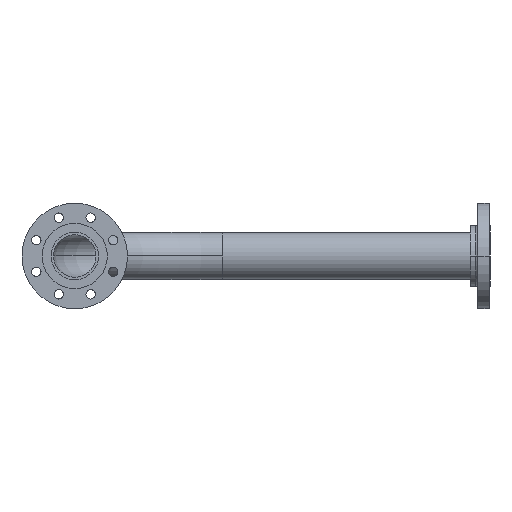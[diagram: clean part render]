
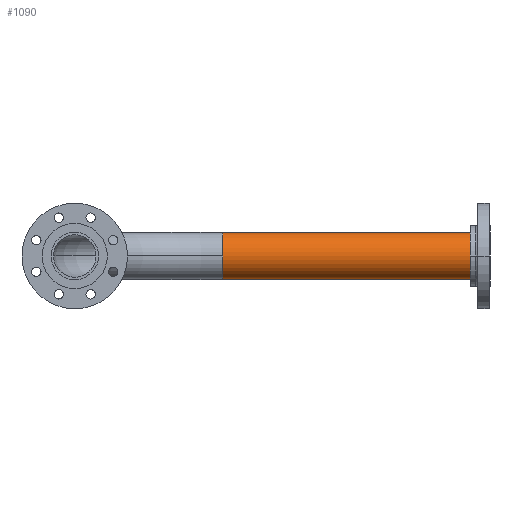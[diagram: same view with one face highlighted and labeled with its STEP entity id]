
A CAD part, left-side view. The second image highlights one B-rep face of the part: STEP entity #1090.
In plain terms, the highlighted cylindrical face has radius 57.15 mm (diameter 114.3 mm), a partial arc.
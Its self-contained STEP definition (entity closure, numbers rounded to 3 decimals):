
#3 = VERTEX_POINT ( 'NONE', #8 ) ;
#8 = CARTESIAN_POINT ( 'NONE',  ( -5014.85, -356., 0. ) ) ;
#38 = EDGE_CURVE ( 'NONE', #59, #910, #587, .T. ) ;
#59 = VERTEX_POINT ( 'NONE', #165 ) ;
#115 = FACE_OUTER_BOUND ( 'NONE', #1084, .T. ) ;
#124 = ORIENTED_EDGE ( 'NONE', *, *, #38, .F. ) ;
#125 = EDGE_CURVE ( 'NONE', #59, #557, #1384, .T. ) ;
#151 = DIRECTION ( 'NONE',  ( 0., -1., 0. ) ) ;
#165 = CARTESIAN_POINT ( 'NONE',  ( -5072., -995., -57.15 ) ) ;
#243 = CIRCLE ( 'NONE', #1587, 57.15 ) ;
#315 = DIRECTION ( 'NONE',  ( 0., 1., 0. ) ) ;
#372 = VECTOR ( 'NONE', #1001, 1000. ) ;
#376 = DIRECTION ( 'NONE',  ( 1., 0., 0. ) ) ;
#395 = CARTESIAN_POINT ( 'NONE',  ( -5072., -995., 57.15 ) ) ;
#439 = DIRECTION ( 'NONE',  ( 1., 0., 0. ) ) ;
#469 = LINE ( 'NONE', #1143, #372 ) ;
#524 = CARTESIAN_POINT ( 'NONE',  ( -5072., -356., 0. ) ) ;
#557 = VERTEX_POINT ( 'NONE', #660 ) ;
#572 = CARTESIAN_POINT ( 'NONE',  ( -5072., -1100., -57.15 ) ) ;
#587 = CIRCLE ( 'NONE', #889, 57.15 ) ;
#638 = CYLINDRICAL_SURFACE ( 'NONE', #1349, 57.15 ) ;
#660 = CARTESIAN_POINT ( 'NONE',  ( -5072., -356., -57.15 ) ) ;
#669 = ORIENTED_EDGE ( 'NONE', *, *, #1217, .T. ) ;
#672 = CARTESIAN_POINT ( 'NONE',  ( -5072., -356., 57.15 ) ) ;
#724 = CARTESIAN_POINT ( 'NONE',  ( -5072., -1100., 0. ) ) ;
#735 = EDGE_CURVE ( 'NONE', #910, #1606, #469, .T. ) ;
#753 = DIRECTION ( 'NONE',  ( 0., 1., 0. ) ) ;
#770 = ORIENTED_EDGE ( 'NONE', *, *, #1725, .T. ) ;
#871 = DIRECTION ( 'NONE',  ( 0., 0., 1. ) ) ;
#889 = AXIS2_PLACEMENT_3D ( 'NONE', #1222, #151, #927 ) ;
#910 = VERTEX_POINT ( 'NONE', #395 ) ;
#927 = DIRECTION ( 'NONE',  ( 0., 0., 1. ) ) ;
#952 = ORIENTED_EDGE ( 'NONE', *, *, #125, .T. ) ;
#1001 = DIRECTION ( 'NONE',  ( 0., 1., 0. ) ) ;
#1002 = DIRECTION ( 'NONE',  ( 0., -1., 0. ) ) ;
#1055 = CIRCLE ( 'NONE', #1625, 57.15 ) ;
#1084 = EDGE_LOOP ( 'NONE', ( #124, #952, #669, #770, #1528 ) ) ;
#1090 = ADVANCED_FACE ( 'NONE', ( #115 ), #638, .T. ) ;
#1143 = CARTESIAN_POINT ( 'NONE',  ( -5072., -1100., 57.15 ) ) ;
#1217 = EDGE_CURVE ( 'NONE', #557, #3, #243, .T. ) ;
#1222 = CARTESIAN_POINT ( 'NONE',  ( -5072., -995., 0. ) ) ;
#1349 = AXIS2_PLACEMENT_3D ( 'NONE', #724, #753, #871 ) ;
#1384 = LINE ( 'NONE', #572, #1632 ) ;
#1528 = ORIENTED_EDGE ( 'NONE', *, *, #735, .F. ) ;
#1536 = CARTESIAN_POINT ( 'NONE',  ( -5072., -356., 0. ) ) ;
#1584 = DIRECTION ( 'NONE',  ( 0., -1., 0. ) ) ;
#1587 = AXIS2_PLACEMENT_3D ( 'NONE', #1536, #1002, #439 ) ;
#1606 = VERTEX_POINT ( 'NONE', #672 ) ;
#1625 = AXIS2_PLACEMENT_3D ( 'NONE', #524, #1584, #376 ) ;
#1632 = VECTOR ( 'NONE', #315, 1000. ) ;
#1725 = EDGE_CURVE ( 'NONE', #3, #1606, #1055, .T. ) ;
